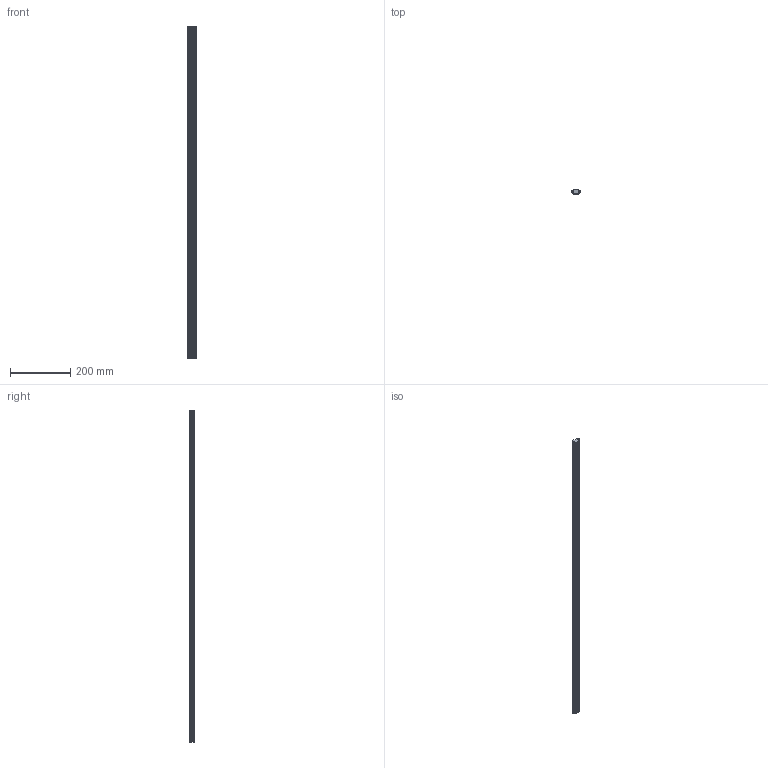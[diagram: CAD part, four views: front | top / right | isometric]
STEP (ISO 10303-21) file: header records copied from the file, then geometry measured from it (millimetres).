
FILE_DESCRIPTION (( 'STEP AP214' ), '1' );
FILE_NAME ('Small Corner.STEP', '2023-01-16T14:49:03', ( '' ), ( '' ), 'SwSTEP 2.0', 'SolidWorks 2023', '' );
FILE_SCHEMA (( 'AUTOMOTIVE_DESIGN' ));
Length unit declared in the file: millimetre
Products named in the file (3): Small Corner; Endcap_Profile_Small_Corner_V01_05.08.2019; Profile Small Corner
Assembly tree (3 placements, depth 2):
  Small Corner
    Profile Small Corner
    Endcap_Profile_Small_Corner_V01_05.08.2019  x2
Bounding box: 29.66 x 16 x 1102 mm (x, y, z)
Volume: 306488.5 mm3; surface area: 130474.4 mm2
Topology: 3 solids, 3 shells, 193 faces, 541 edges, 358 vertices
Faces by surface type: cylinder 109, plane 76, torus 8
Entity records: 5196 total; most frequent: DIRECTION 948, CARTESIAN_POINT 892, ORIENTED_EDGE 880, EDGE_CURVE 440, AXIS2_PLACEMENT_3D 348, VERTEX_POINT 292, VECTOR 252, LINE 252
